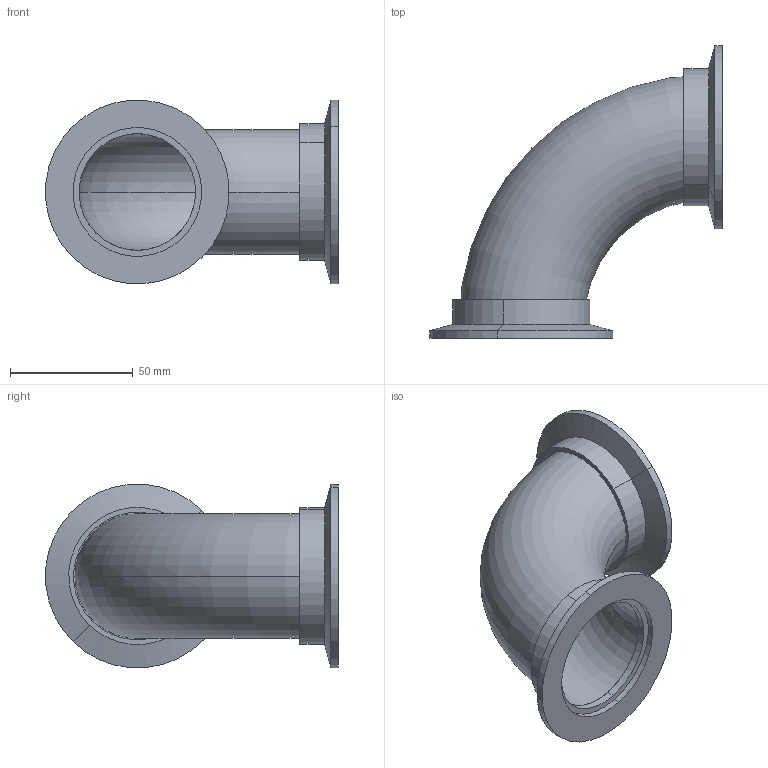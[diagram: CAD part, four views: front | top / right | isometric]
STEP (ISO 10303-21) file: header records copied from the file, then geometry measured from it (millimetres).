
FILE_DESCRIPTION (( 'STEP AP214' ), '1' );
FILE_NAME ('723003.STEP', '2023-12-30T08:23:16', ( '' ), ( '' ), 'SwSTEP 2.0', 'SolidWorks 2022', '' );
FILE_SCHEMA (( 'AUTOMOTIVE_DESIGN' ));
Length unit declared in the file: inch
Products named in the file (3): 972303; 723003; 403503
Assembly tree (3 placements, depth 2):
  723003
    403503
    972303  x2
Bounding box: 119.25 x 119.28 x 74.73 mm (x, y, z)
Volume: 59690.2 mm3; surface area: 58219 mm2
Topology: 3 solids, 3 shells, 38 faces, 76 edges, 48 vertices
Faces by surface type: cylinder 20, plane 10, torus 4, cone 4
Entity records: 728 total; most frequent: DIRECTION 132, CARTESIAN_POINT 100, ORIENTED_EDGE 88, AXIS2_PLACEMENT_3D 60, EDGE_CURVE 44, CIRCLE 32, EDGE_LOOP 28, VERTEX_POINT 28
